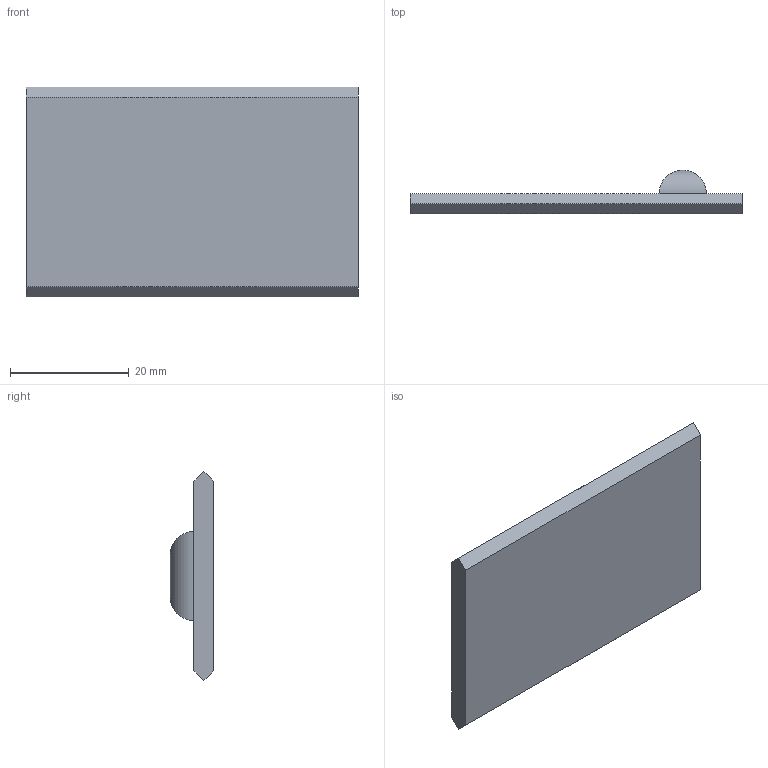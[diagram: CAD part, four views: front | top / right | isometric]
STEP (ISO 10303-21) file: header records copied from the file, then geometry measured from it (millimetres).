
FILE_DESCRIPTION(/* description */ (''),/* implementation_level */ '2;1');
FILE_NAME(/* name */ 'Carbon Test Fan Holder A3 - Lid.step',/* time_stamp */ '2024-02-27T17:29:31-07:00',/* author */ (''),/* organization */ (''),/* preprocessor_version */ 'ST-DEVELOPER v20',/* originating_system */ 'Autodesk Translation Framework v12.20.1.177',/* authorisation */ '');
FILE_SCHEMA (('AUTOMOTIVE_DESIGN { 1 0 10303 214 3 1 1 }'));
Length unit declared in the file: millimetre
Products named in the file (1): Holder
Bounding box: 56 x 7.36 x 35.36 mm (x, y, z)
Volume: 6691 mm3; surface area: 4439.3 mm2
Topology: 1 solids, 1 shells, 11 faces, 26 edges, 18 vertices
Faces by surface type: plane 8, cylinder 3
Entity records: 353 total; most frequent: CARTESIAN_POINT 56, DIRECTION 54, ORIENTED_EDGE 52, EDGE_CURVE 26, LINE 22, VECTOR 22, VERTEX_POINT 18, AXIS2_PLACEMENT_3D 16
